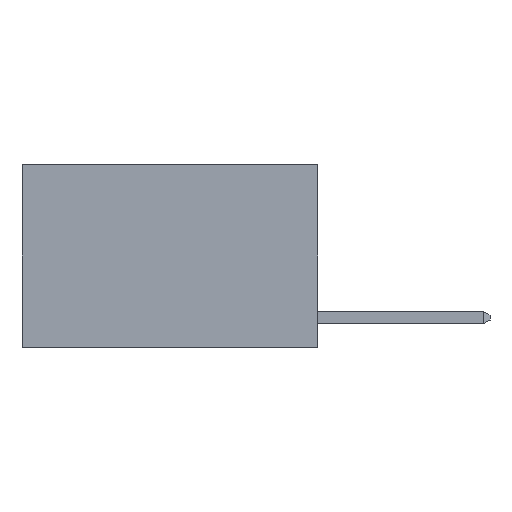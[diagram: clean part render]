
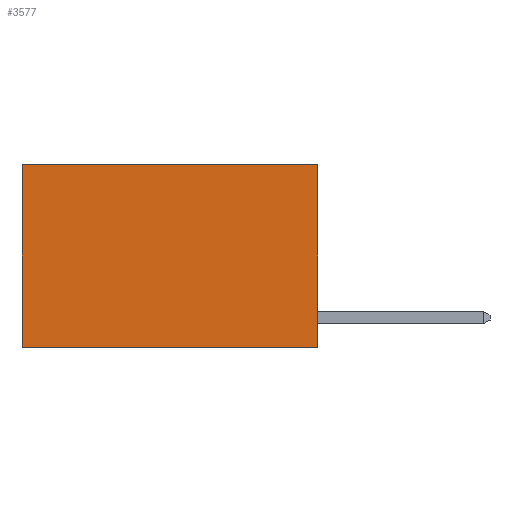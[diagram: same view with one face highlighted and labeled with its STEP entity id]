
A CAD part, left-side view. The second image highlights one B-rep face of the part: STEP entity #3577.
In plain terms, the highlighted planar face has unit normal (-1, 0, 0).
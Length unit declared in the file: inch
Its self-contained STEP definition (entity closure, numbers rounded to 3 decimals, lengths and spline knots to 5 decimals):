
#153 = EDGE_LOOP ( 'NONE', ( #5434, #8003, #2966, #914 ) ) ;
#344 = VERTEX_POINT ( 'NONE', #6889 ) ;
#407 = AXIS2_PLACEMENT_3D ( 'NONE', #673, #4698, #485 ) ;
#485 = DIRECTION ( 'NONE',  ( 0., 0., -1. ) ) ;
#625 = VERTEX_POINT ( 'NONE', #5990 ) ;
#673 = CARTESIAN_POINT ( 'NONE',  ( 0.2625, 0., 0. ) ) ;
#914 = ORIENTED_EDGE ( 'NONE', *, *, #6945, .T. ) ;
#1315 = PLANE ( 'NONE',  #407 ) ;
#1389 = LINE ( 'NONE', #5534, #3640 ) ;
#1516 = DIRECTION ( 'NONE',  ( 0., 0., -1. ) ) ;
#1587 = DIRECTION ( 'NONE',  ( 0., 0., -1. ) ) ;
#2378 = EDGE_CURVE ( 'NONE', #3907, #344, #1389, .T. ) ;
#2850 = VECTOR ( 'NONE', #1516, 39.37008 ) ;
#2966 = ORIENTED_EDGE ( 'NONE', *, *, #5519, .F. ) ;
#3577 = ADVANCED_FACE ( 'NONE', ( #9091 ), #1315, .F. ) ;
#3640 = VECTOR ( 'NONE', #7055, 39.37008 ) ;
#3907 = VERTEX_POINT ( 'NONE', #8896 ) ;
#4698 = DIRECTION ( 'NONE',  ( 1., 0., 0. ) ) ;
#5074 = VECTOR ( 'NONE', #1587, 39.37008 ) ;
#5434 = ORIENTED_EDGE ( 'NONE', *, *, #5961, .T. ) ;
#5519 = EDGE_CURVE ( 'NONE', #6292, #3907, #6974, .T. ) ;
#5534 = CARTESIAN_POINT ( 'NONE',  ( 0.2625, 0., -0.37 ) ) ;
#5942 = VECTOR ( 'NONE', #6200, 39.37008 ) ;
#5961 = EDGE_CURVE ( 'NONE', #625, #344, #8581, .T. ) ;
#5990 = CARTESIAN_POINT ( 'NONE',  ( 0.2625, 0.6, 0. ) ) ;
#6200 = DIRECTION ( 'NONE',  ( 0., 1., 0. ) ) ;
#6292 = VERTEX_POINT ( 'NONE', #9130 ) ;
#6889 = CARTESIAN_POINT ( 'NONE',  ( 0.2625, 0.6, -0.37 ) ) ;
#6945 = EDGE_CURVE ( 'NONE', #6292, #625, #7972, .T. ) ;
#6974 = LINE ( 'NONE', #8159, #5074 ) ;
#7055 = DIRECTION ( 'NONE',  ( 0., 1., 0. ) ) ;
#7469 = CARTESIAN_POINT ( 'NONE',  ( 0.2625, 0.6, 0. ) ) ;
#7972 = LINE ( 'NONE', #8215, #5942 ) ;
#8003 = ORIENTED_EDGE ( 'NONE', *, *, #2378, .F. ) ;
#8159 = CARTESIAN_POINT ( 'NONE',  ( 0.2625, 0., 0. ) ) ;
#8215 = CARTESIAN_POINT ( 'NONE',  ( 0.2625, 0., 0. ) ) ;
#8581 = LINE ( 'NONE', #7469, #2850 ) ;
#8896 = CARTESIAN_POINT ( 'NONE',  ( 0.2625, 0., -0.37 ) ) ;
#9091 = FACE_OUTER_BOUND ( 'NONE', #153, .T. ) ;
#9130 = CARTESIAN_POINT ( 'NONE',  ( 0.2625, 0., 0. ) ) ;
